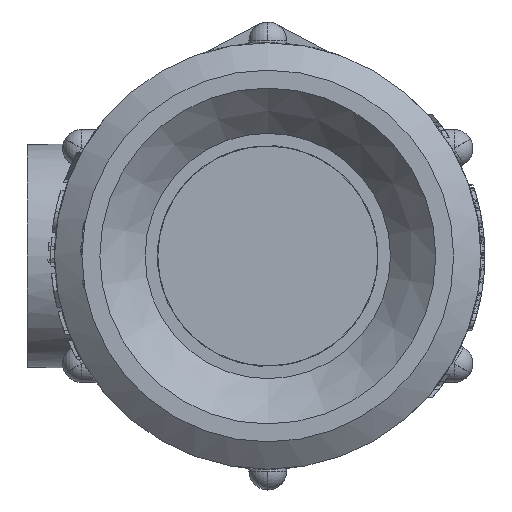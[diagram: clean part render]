
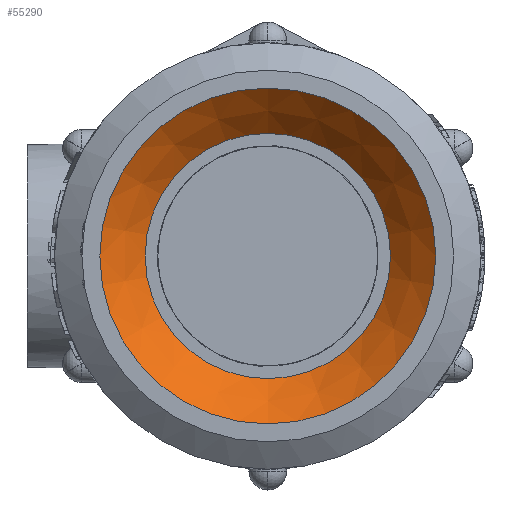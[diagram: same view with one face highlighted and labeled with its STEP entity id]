
A CAD part, front view. The second image highlights one B-rep face of the part: STEP entity #55290.
In plain terms, the highlighted conical face has half-angle 45 degrees and reference radius 16.51 mm.
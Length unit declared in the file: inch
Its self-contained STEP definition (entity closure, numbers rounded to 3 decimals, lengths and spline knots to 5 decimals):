
#8998 = CARTESIAN_POINT ( 'NONE',  ( 1.3684, -8.1475, 6.68867 ) ) ;
#17175 = CONICAL_SURFACE ( 'NONE', #23073, 0.65, 0.785 ) ;
#19221 = DIRECTION ( 'NONE',  ( 0., 0., 1. ) ) ;
#23073 = AXIS2_PLACEMENT_3D ( 'NONE', #132310, #145974, #19221 ) ;
#29471 = CARTESIAN_POINT ( 'NONE',  ( 1.3684, -8.3875, 6.92867 ) ) ;
#40253 = EDGE_LOOP ( 'NONE', ( #118893 ) ) ;
#40435 = AXIS2_PLACEMENT_3D ( 'NONE', #54337, #110733, #109836 ) ;
#54337 = CARTESIAN_POINT ( 'NONE',  ( 1.3684, -8.1475, 6.03867 ) ) ;
#55290 = ADVANCED_FACE ( 'NONE', ( #116831, #159650 ), #17175, .F. ) ;
#58470 = DIRECTION ( 'NONE',  ( 0., 0., 1. ) ) ;
#60323 = AXIS2_PLACEMENT_3D ( 'NONE', #156804, #168666, #58470 ) ;
#65662 = VERTEX_POINT ( 'NONE', #8998 ) ;
#75877 = ORIENTED_EDGE ( 'NONE', *, *, #99184, .T. ) ;
#75914 = EDGE_LOOP ( 'NONE', ( #75877 ) ) ;
#95682 = CIRCLE ( 'NONE', #40435, 0.65 ) ;
#99184 = EDGE_CURVE ( 'NONE', #112483, #112483, #138827, .T. ) ;
#109836 = DIRECTION ( 'NONE',  ( 0., 0., 1. ) ) ;
#110733 = DIRECTION ( 'NONE',  ( 0., -1., 0. ) ) ;
#112483 = VERTEX_POINT ( 'NONE', #29471 ) ;
#116831 = FACE_OUTER_BOUND ( 'NONE', #75914, .T. ) ;
#118893 = ORIENTED_EDGE ( 'NONE', *, *, #178114, .F. ) ;
#132310 = CARTESIAN_POINT ( 'NONE',  ( 1.3684, -8.1475, 6.03867 ) ) ;
#138827 = CIRCLE ( 'NONE', #60323, 0.89 ) ;
#145974 = DIRECTION ( 'NONE',  ( 0., -1., 0. ) ) ;
#156804 = CARTESIAN_POINT ( 'NONE',  ( 1.3684, -8.3875, 6.03867 ) ) ;
#159650 = FACE_BOUND ( 'NONE', #40253, .T. ) ;
#168666 = DIRECTION ( 'NONE',  ( 0., -1., 0. ) ) ;
#178114 = EDGE_CURVE ( 'NONE', #65662, #65662, #95682, .T. ) ;
